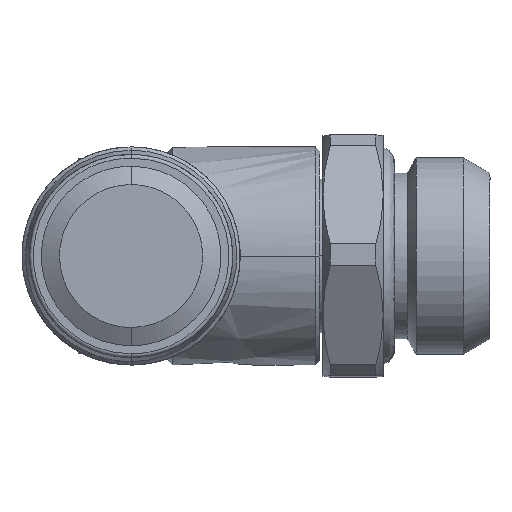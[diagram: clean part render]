
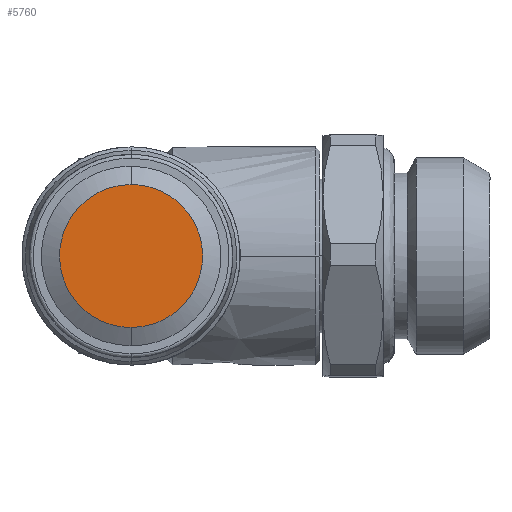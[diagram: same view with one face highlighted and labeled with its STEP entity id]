
A CAD part, left-side view. The second image highlights one B-rep face of the part: STEP entity #5760.
In plain terms, the highlighted free-form (B-spline) face has degree [1, 1] with [2, 2] control points.
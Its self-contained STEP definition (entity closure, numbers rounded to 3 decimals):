
#160 = CARTESIAN_POINT ( 'NONE',  ( -24.468, 5.036, 4.821 ) ) ;
#190 = CARTESIAN_POINT ( 'NONE',  ( -24.468, 1.46, -4.641 ) ) ;
#249 = CARTESIAN_POINT ( 'NONE',  ( -24.468, 2.616, 4.162 ) ) ;
#759 = EDGE_CURVE ( 'NONE', #5060, #4792, #5706, .T. ) ;
#916 = CARTESIAN_POINT ( 'NONE',  ( -24.468, 4.026, -2.926 ) ) ;
#1180 = EDGE_CURVE ( 'NONE', #4792, #5060, #5866, .T. ) ;
#1187 = CARTESIAN_POINT ( 'NONE',  ( -24.468, 0.215, -4.764 ) ) ;
#1493 = CARTESIAN_POINT ( 'NONE',  ( -24.468, 4.856, -1.245 ) ) ;
#1693 = CARTESIAN_POINT ( 'NONE',  ( -24.468, -4.426, 1.245 ) ) ;
#2180 = CARTESIAN_POINT ( 'NONE',  ( -24.468, 4.377, -2.401 ) ) ;
#2314 = CARTESIAN_POINT ( 'NONE',  ( -24.468, -1.031, 4.641 ) ) ;
#2344 = CARTESIAN_POINT ( 'NONE',  ( -24.468, -0.411, 4.764 ) ) ;
#2745 = CARTESIAN_POINT ( 'NONE',  ( -24.468, 4.979, -0.626 ) ) ;
#2796 = CARTESIAN_POINT ( 'NONE',  ( -24.468, -4.607, -4.821 ) ) ;
#2823 = CARTESIAN_POINT ( 'NONE',  ( -24.468, 2.616, -4.162 ) ) ;
#2883 = CARTESIAN_POINT ( 'NONE',  ( -24.468, -4.55, -0.626 ) ) ;
#2940 = CARTESIAN_POINT ( 'NONE',  ( -24.468, -4.55, 0.626 ) ) ;
#3316 = EDGE_LOOP ( 'NONE', ( #4740, #6384 ) ) ;
#3382 = CARTESIAN_POINT ( 'NONE',  ( -24.468, 3.141, 3.811 ) ) ;
#3437 = CARTESIAN_POINT ( 'NONE',  ( -24.468, -4.607, 4.821 ) ) ;
#3520 = CARTESIAN_POINT ( 'NONE',  ( -24.468, 0.215, 4.764 ) ) ;
#3600 = CARTESIAN_POINT ( 'NONE',  ( -24.468, 0.215, -4.764 ) ) ;
#3879 = CARTESIAN_POINT ( 'NONE',  ( -24.468, 0.215, 4.764 ) ) ;
#4191 = CARTESIAN_POINT ( 'NONE',  ( -24.468, -4.426, -1.245 ) ) ;
#4271 = CARTESIAN_POINT ( 'NONE',  ( -24.468, -2.712, 3.811 ) ) ;
#4347 = B_SPLINE_SURFACE_WITH_KNOTS ( 'NONE', 1, 1, ( 
 ( #2796, #7339 ),
 ( #3437, #160 ) ),
 .UNSPECIFIED., .F., .F., .F.,
 ( 2, 2 ),
 ( 2, 2 ),
 ( 0., 1. ),
 ( 0., 1. ),
 .UNSPECIFIED. ) ;
#4739 = CARTESIAN_POINT ( 'NONE',  ( -24.468, 4.856, 1.245 ) ) ;
#4740 = ORIENTED_EDGE ( 'NONE', *, *, #759, .T. ) ;
#4765 = CARTESIAN_POINT ( 'NONE',  ( -24.468, 4.377, 2.401 ) ) ;
#4792 = VERTEX_POINT ( 'NONE', #1187 ) ;
#4879 = FACE_OUTER_BOUND ( 'NONE', #3316, .T. ) ;
#5060 = VERTEX_POINT ( 'NONE', #3879 ) ;
#5570 = CARTESIAN_POINT ( 'NONE',  ( -24.468, -3.597, -2.926 ) ) ;
#5706 = B_SPLINE_CURVE_WITH_KNOTS ( 'NONE', 3,
 ( #6694, #6056, #6004, #249, #3382, #8003, #4765, #4739, #7359, #2745, #1493, #2180, #916, #6724, #2823, #190, #7921, #6031 ),
 .UNSPECIFIED., .F., .F.,
 ( 4, 2, 2, 2, 2, 2, 2, 2, 4 ),
 ( 0., 0.393, 0.785, 1.178, 1.571, 1.963, 2.356, 2.749, 3.142 ),
 .UNSPECIFIED. ) ;
#5760 = ADVANCED_FACE ( 'NONE', ( #4879 ), #4347, .T. ) ;
#5866 = B_SPLINE_CURVE_WITH_KNOTS ( 'NONE', 3,
 ( #3600, #8166, #7500, #8105, #6838, #5570, #6173, #4191, #2883, #2940, #1693, #6231, #6896, #4271, #7473, #2314, #2344, #3520 ),
 .UNSPECIFIED., .F., .F.,
 ( 4, 2, 2, 2, 2, 2, 2, 2, 4 ),
 ( 0., 0.393, 0.785, 1.178, 1.571, 1.963, 2.356, 2.749, 3.142 ),
 .UNSPECIFIED. ) ;
#6004 = CARTESIAN_POINT ( 'NONE',  ( -24.468, 1.46, 4.641 ) ) ;
#6031 = CARTESIAN_POINT ( 'NONE',  ( -24.468, 0.215, -4.764 ) ) ;
#6056 = CARTESIAN_POINT ( 'NONE',  ( -24.468, 0.84, 4.764 ) ) ;
#6173 = CARTESIAN_POINT ( 'NONE',  ( -24.468, -3.948, -2.401 ) ) ;
#6231 = CARTESIAN_POINT ( 'NONE',  ( -24.468, -3.948, 2.401 ) ) ;
#6384 = ORIENTED_EDGE ( 'NONE', *, *, #1180, .T. ) ;
#6694 = CARTESIAN_POINT ( 'NONE',  ( -24.468, 0.215, 4.764 ) ) ;
#6724 = CARTESIAN_POINT ( 'NONE',  ( -24.468, 3.141, -3.811 ) ) ;
#6838 = CARTESIAN_POINT ( 'NONE',  ( -24.468, -2.712, -3.811 ) ) ;
#6896 = CARTESIAN_POINT ( 'NONE',  ( -24.468, -3.597, 2.926 ) ) ;
#7339 = CARTESIAN_POINT ( 'NONE',  ( -24.468, 5.036, -4.821 ) ) ;
#7359 = CARTESIAN_POINT ( 'NONE',  ( -24.468, 4.979, 0.626 ) ) ;
#7473 = CARTESIAN_POINT ( 'NONE',  ( -24.468, -2.187, 4.162 ) ) ;
#7500 = CARTESIAN_POINT ( 'NONE',  ( -24.468, -1.031, -4.641 ) ) ;
#7921 = CARTESIAN_POINT ( 'NONE',  ( -24.468, 0.84, -4.764 ) ) ;
#8003 = CARTESIAN_POINT ( 'NONE',  ( -24.468, 4.026, 2.926 ) ) ;
#8105 = CARTESIAN_POINT ( 'NONE',  ( -24.468, -2.187, -4.162 ) ) ;
#8166 = CARTESIAN_POINT ( 'NONE',  ( -24.468, -0.411, -4.764 ) ) ;
